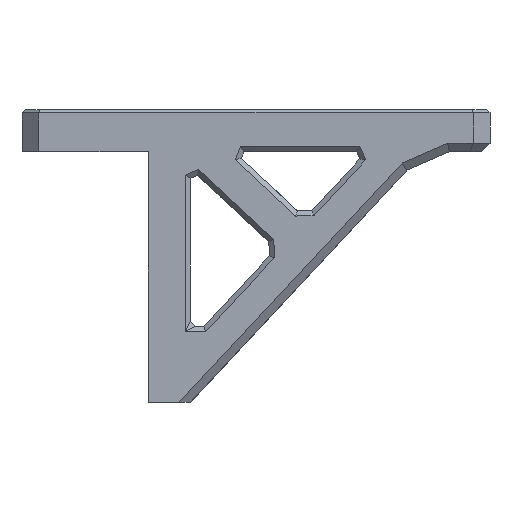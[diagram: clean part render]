
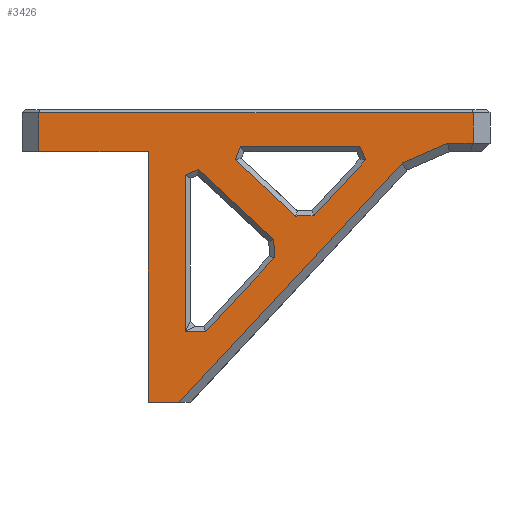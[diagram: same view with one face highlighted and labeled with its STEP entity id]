
A CAD part, left-side view. The second image highlights one B-rep face of the part: STEP entity #3426.
In plain terms, the highlighted planar face has unit normal (-1, 0, 0).
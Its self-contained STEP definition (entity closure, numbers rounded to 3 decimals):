
#66=FACE_BOUND('',#386,.T.);
#67=FACE_BOUND('',#387,.T.);
#189=FACE_OUTER_BOUND('',#385,.T.);
#385=EDGE_LOOP('',(#2335,#2336,#2337,#2338,#2339,#2340,#2341,#2342,#2343));
#386=EDGE_LOOP('',(#2344,#2345,#2346,#2347,#2348,#2349));
#387=EDGE_LOOP('',(#2350,#2351,#2352,#2353,#2354,#2355));
#602=LINE('',#4906,#1019);
#651=LINE('',#5009,#1068);
#653=LINE('',#5013,#1070);
#654=LINE('',#5015,#1071);
#655=LINE('',#5017,#1072);
#656=LINE('',#5019,#1073);
#657=LINE('',#5021,#1074);
#658=LINE('',#5023,#1075);
#659=LINE('',#5024,#1076);
#660=LINE('',#5027,#1077);
#661=LINE('',#5029,#1078);
#662=LINE('',#5031,#1079);
#663=LINE('',#5033,#1080);
#664=LINE('',#5035,#1081);
#665=LINE('',#5036,#1082);
#666=LINE('',#5039,#1083);
#667=LINE('',#5041,#1084);
#668=LINE('',#5043,#1085);
#669=LINE('',#5045,#1086);
#670=LINE('',#5047,#1087);
#671=LINE('',#5048,#1088);
#1019=VECTOR('',#3927,10.);
#1068=VECTOR('',#4012,10.);
#1070=VECTOR('',#4016,10.);
#1071=VECTOR('',#4017,10.);
#1072=VECTOR('',#4018,10.);
#1073=VECTOR('',#4019,10.);
#1074=VECTOR('',#4020,10.);
#1075=VECTOR('',#4021,10.);
#1076=VECTOR('',#4022,10.);
#1077=VECTOR('',#4023,10.);
#1078=VECTOR('',#4024,10.);
#1079=VECTOR('',#4025,10.);
#1080=VECTOR('',#4026,10.);
#1081=VECTOR('',#4027,10.);
#1082=VECTOR('',#4028,10.);
#1083=VECTOR('',#4029,10.);
#1084=VECTOR('',#4030,10.);
#1085=VECTOR('',#4031,10.);
#1086=VECTOR('',#4032,10.);
#1087=VECTOR('',#4033,10.);
#1088=VECTOR('',#4034,10.);
#1429=VERTEX_POINT('',#4893);
#1433=VERTEX_POINT('',#4905);
#1469=VERTEX_POINT('',#5008);
#1470=VERTEX_POINT('',#5012);
#1471=VERTEX_POINT('',#5014);
#1472=VERTEX_POINT('',#5016);
#1473=VERTEX_POINT('',#5018);
#1474=VERTEX_POINT('',#5020);
#1475=VERTEX_POINT('',#5022);
#1476=VERTEX_POINT('',#5025);
#1477=VERTEX_POINT('',#5026);
#1478=VERTEX_POINT('',#5028);
#1479=VERTEX_POINT('',#5030);
#1480=VERTEX_POINT('',#5032);
#1481=VERTEX_POINT('',#5034);
#1482=VERTEX_POINT('',#5037);
#1483=VERTEX_POINT('',#5038);
#1484=VERTEX_POINT('',#5040);
#1485=VERTEX_POINT('',#5042);
#1486=VERTEX_POINT('',#5044);
#1487=VERTEX_POINT('',#5046);
#1749=EDGE_CURVE('',#1429,#1433,#602,.T.);
#1802=EDGE_CURVE('',#1433,#1469,#651,.T.);
#1804=EDGE_CURVE('',#1470,#1429,#653,.T.);
#1805=EDGE_CURVE('',#1471,#1470,#654,.T.);
#1806=EDGE_CURVE('',#1472,#1471,#655,.T.);
#1807=EDGE_CURVE('',#1473,#1472,#656,.T.);
#1808=EDGE_CURVE('',#1474,#1473,#657,.T.);
#1809=EDGE_CURVE('',#1475,#1474,#658,.T.);
#1810=EDGE_CURVE('',#1469,#1475,#659,.T.);
#1811=EDGE_CURVE('',#1476,#1477,#660,.T.);
#1812=EDGE_CURVE('',#1478,#1476,#661,.T.);
#1813=EDGE_CURVE('',#1479,#1478,#662,.T.);
#1814=EDGE_CURVE('',#1480,#1479,#663,.T.);
#1815=EDGE_CURVE('',#1481,#1480,#664,.T.);
#1816=EDGE_CURVE('',#1477,#1481,#665,.T.);
#1817=EDGE_CURVE('',#1482,#1483,#666,.T.);
#1818=EDGE_CURVE('',#1484,#1482,#667,.T.);
#1819=EDGE_CURVE('',#1485,#1484,#668,.T.);
#1820=EDGE_CURVE('',#1486,#1485,#669,.T.);
#1821=EDGE_CURVE('',#1487,#1486,#670,.T.);
#1822=EDGE_CURVE('',#1483,#1487,#671,.T.);
#2335=ORIENTED_EDGE('',*,*,#1749,.F.);
#2336=ORIENTED_EDGE('',*,*,#1804,.F.);
#2337=ORIENTED_EDGE('',*,*,#1805,.F.);
#2338=ORIENTED_EDGE('',*,*,#1806,.F.);
#2339=ORIENTED_EDGE('',*,*,#1807,.F.);
#2340=ORIENTED_EDGE('',*,*,#1808,.F.);
#2341=ORIENTED_EDGE('',*,*,#1809,.F.);
#2342=ORIENTED_EDGE('',*,*,#1810,.F.);
#2343=ORIENTED_EDGE('',*,*,#1802,.F.);
#2344=ORIENTED_EDGE('',*,*,#1811,.F.);
#2345=ORIENTED_EDGE('',*,*,#1812,.F.);
#2346=ORIENTED_EDGE('',*,*,#1813,.F.);
#2347=ORIENTED_EDGE('',*,*,#1814,.F.);
#2348=ORIENTED_EDGE('',*,*,#1815,.F.);
#2349=ORIENTED_EDGE('',*,*,#1816,.F.);
#2350=ORIENTED_EDGE('',*,*,#1817,.F.);
#2351=ORIENTED_EDGE('',*,*,#1818,.F.);
#2352=ORIENTED_EDGE('',*,*,#1819,.F.);
#2353=ORIENTED_EDGE('',*,*,#1820,.F.);
#2354=ORIENTED_EDGE('',*,*,#1821,.F.);
#2355=ORIENTED_EDGE('',*,*,#1822,.F.);
#3265=PLANE('',#3639);
#3426=ADVANCED_FACE('',(#189,#66,#67),#3265,.T.);
#3639=AXIS2_PLACEMENT_3D('',#5011,#4014,#4015);
#3927=DIRECTION('',(0.,-1.,0.));
#4012=DIRECTION('',(0.,0.,-1.));
#4014=DIRECTION('center_axis',(-1.,0.,0.));
#4015=DIRECTION('ref_axis',(0.,1.,0.));
#4016=DIRECTION('',(0.,0.,1.));
#4017=DIRECTION('',(0.,1.,0.));
#4018=DIRECTION('',(0.,0.,1.));
#4019=DIRECTION('',(0.,1.,0.));
#4020=DIRECTION('',(0.,0.682,-0.731));
#4021=DIRECTION('',(0.,0.917,-0.399));
#4022=DIRECTION('',(0.,1.,0.));
#4023=DIRECTION('',(0.,-0.731,-0.682));
#4024=DIRECTION('',(0.,0.367,-0.93));
#4025=DIRECTION('',(0.,1.,0.));
#4026=DIRECTION('',(0.,0.399,0.917));
#4027=DIRECTION('',(0.,-0.682,0.731));
#4028=DIRECTION('',(0.,-0.999,0.035));
#4029=DIRECTION('',(0.,-1.,0.));
#4030=DIRECTION('',(0.,0.,-1.));
#4031=DIRECTION('',(0.,0.917,-0.399));
#4032=DIRECTION('',(0.,0.731,0.682));
#4033=DIRECTION('',(0.,0.035,0.999));
#4034=DIRECTION('',(0.,-0.682,0.731));
#4893=CARTESIAN_POINT('',(27.925,22.6,88.9));
#4905=CARTESIAN_POINT('',(27.925,-29.05,88.9));
#4906=CARTESIAN_POINT('',(27.925,-20.888,88.9));
#5008=CARTESIAN_POINT('',(27.925,-29.05,85.3));
#5009=CARTESIAN_POINT('',(27.925,-29.05,89.3));
#5011=CARTESIAN_POINT('Origin',(27.925,-31.05,89.3));
#5012=CARTESIAN_POINT('',(27.925,22.6,84.3));
#5013=CARTESIAN_POINT('',(27.925,22.6,89.3));
#5014=CARTESIAN_POINT('',(27.925,9.6,84.3));
#5015=CARTESIAN_POINT('',(27.925,-31.05,84.3));
#5016=CARTESIAN_POINT('',(27.925,9.6,54.463));
#5017=CARTESIAN_POINT('',(27.925,9.6,54.463));
#5018=CARTESIAN_POINT('',(27.925,5.967,54.463));
#5019=CARTESIAN_POINT('',(27.925,4.6,54.463));
#5020=CARTESIAN_POINT('',(27.925,-20.588,82.94));
#5021=CARTESIAN_POINT('',(27.925,-25.56,88.271));
#5022=CARTESIAN_POINT('',(27.925,-26.016,85.3));
#5023=CARTESIAN_POINT('',(27.925,-27.507,85.948));
#5024=CARTESIAN_POINT('',(27.925,-20.888,85.3));
#5025=CARTESIAN_POINT('',(27.925,-0.76,83.321));
#5026=CARTESIAN_POINT('',(27.925,-7.935,76.631));
#5027=CARTESIAN_POINT('',(27.925,-7.081,77.428));
#5028=CARTESIAN_POINT('',(27.925,-1.382,84.9));
#5029=CARTESIAN_POINT('',(27.925,-3.969,91.468));
#5030=CARTESIAN_POINT('',(27.925,-15.581,84.9));
#5031=CARTESIAN_POINT('',(27.925,-20.888,84.9));
#5032=CARTESIAN_POINT('',(27.925,-16.276,83.301));
#5033=CARTESIAN_POINT('',(27.925,-16.18,83.522));
#5034=CARTESIAN_POINT('',(27.925,-10.128,76.708));
#5035=CARTESIAN_POINT('',(27.925,-17.809,84.945));
#5036=CARTESIAN_POINT('',(27.925,-20.248,77.061));
#5037=CARTESIAN_POINT('',(27.925,5.2,62.91));
#5038=CARTESIAN_POINT('',(27.925,2.739,62.91));
#5039=CARTESIAN_POINT('',(27.925,-13.225,62.91));
#5040=CARTESIAN_POINT('',(27.925,5.2,81.497));
#5041=CARTESIAN_POINT('',(27.925,5.2,85.802));
#5042=CARTESIAN_POINT('',(27.925,3.601,82.193));
#5043=CARTESIAN_POINT('',(27.925,-11.87,88.919));
#5044=CARTESIAN_POINT('',(27.925,-5.343,73.852));
#5045=CARTESIAN_POINT('',(27.925,-8.714,70.709));
#5046=CARTESIAN_POINT('',(27.925,-5.42,71.659));
#5047=CARTESIAN_POINT('',(27.925,-5.109,80.57));
#5048=CARTESIAN_POINT('',(27.925,-11.789,78.49));
